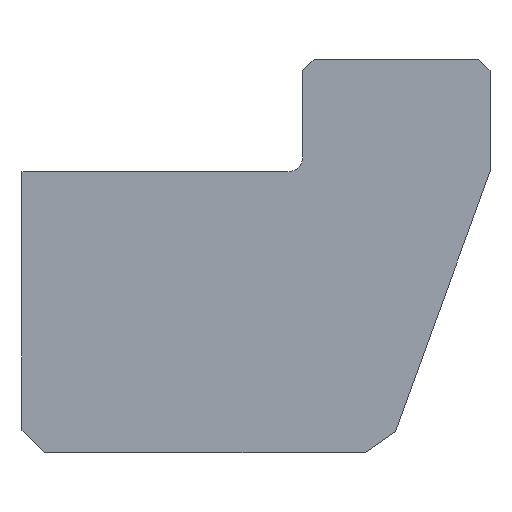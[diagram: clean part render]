
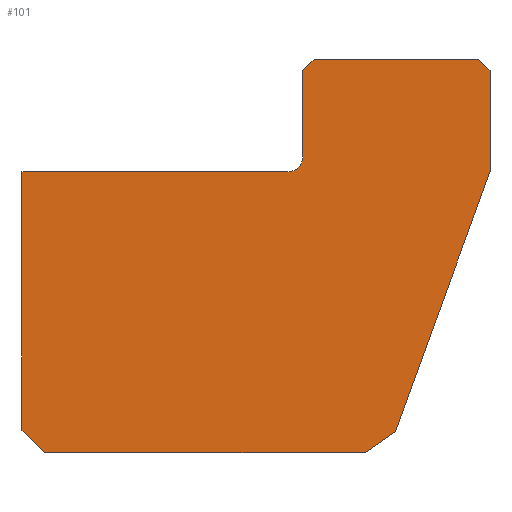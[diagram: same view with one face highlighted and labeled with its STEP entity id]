
A CAD part, front view. The second image highlights one B-rep face of the part: STEP entity #101.
In plain terms, the highlighted planar face has unit normal (0, -1, 0).
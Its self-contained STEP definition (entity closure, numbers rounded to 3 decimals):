
#101=ADVANCED_FACE('27',(#256),#257,.F.);
#145=EDGE_CURVE('',#335,#338,#339,.T.);
#153=EDGE_CURVE('',#347,#350,#351,.T.);
#161=EDGE_CURVE('',#358,#335,#361,.T.);
#163=EDGE_CURVE('',#363,#364,#365,.T.);
#165=EDGE_CURVE('',#367,#363,#368,.T.);
#167=EDGE_CURVE('',#338,#367,#370,.T.);
#169=EDGE_CURVE('',#372,#358,#373,.T.);
#171=EDGE_CURVE('',#375,#372,#376,.T.);
#173=EDGE_CURVE('',#378,#375,#379,.T.);
#175=EDGE_CURVE('',#381,#378,#382,.T.);
#177=EDGE_CURVE('',#350,#381,#384,.T.);
#179=EDGE_CURVE('',#364,#347,#386,.T.);
#256=FACE_OUTER_BOUND('',#463,.T.);
#257=PLANE('',#464);
#335=VERTEX_POINT('',#545);
#338=VERTEX_POINT('',#550);
#339=LINE('',#551,#552);
#347=VERTEX_POINT('',#565);
#350=VERTEX_POINT('',#570);
#351=LINE('',#571,#572);
#358=VERTEX_POINT('',#584);
#361=LINE('',#589,#590);
#363=VERTEX_POINT('',#593);
#364=VERTEX_POINT('',#594);
#365=LINE('',#595,#596);
#367=VERTEX_POINT('',#599);
#368=LINE('',#600,#601);
#370=LINE('',#604,#605);
#372=VERTEX_POINT('',#608);
#373=LINE('',#609,#610);
#375=VERTEX_POINT('',#613);
#376=LINE('',#614,#615);
#378=VERTEX_POINT('',#618);
#379=CIRCLE('',#619,0.8);
#381=VERTEX_POINT('',#622);
#382=LINE('',#623,#624);
#384=LINE('',#627,#628);
#386=LINE('',#631,#632);
#463=EDGE_LOOP('',(#756,#757,#758,#759,#760,#761,#762,#763,#764,#765,#766,#767));
#464=AXIS2_PLACEMENT_3D('',#768,#769,#770);
#545=CARTESIAN_POINT('',(-156.6,-61.0,6.0));
#550=CARTESIAN_POINT('',(-156.0,-61.0,5.4));
#551=CARTESIAN_POINT('',(-156.684,-61.0,6.084));
#552=VECTOR('',#921,1.0);
#565=CARTESIAN_POINT('',(-179.8,-61.0,-15.0));
#570=CARTESIAN_POINT('',(-181.0,-61.0,-13.8));
#571=CARTESIAN_POINT('',(-179.784,-61.0,-15.016));
#572=VECTOR('',#925,1.0);
#584=CARTESIAN_POINT('',(-165.4,-61.0,6.0));
#589=CARTESIAN_POINT('',(-166.0,-61.0,6.0));
#590=VECTOR('',#929,1.0);
#593=CARTESIAN_POINT('',(-161.049,-61.0,-13.872));
#594=CARTESIAN_POINT('',(-162.66,-61.0,-15.0));
#595=CARTESIAN_POINT('',(-161.826,-61.0,-14.416));
#596=VECTOR('',#930,1.0);
#599=CARTESIAN_POINT('',(-156.0,-61.0,0.0));
#600=CARTESIAN_POINT('',(-156.0,-61.0,0.0));
#601=VECTOR('',#931,1.0);
#604=CARTESIAN_POINT('',(-156.0,-61.0,6.0));
#605=VECTOR('',#932,1.0);
#608=CARTESIAN_POINT('',(-166.0,-61.0,5.4));
#609=CARTESIAN_POINT('',(-169.037,-61.0,2.363));
#610=VECTOR('',#933,1.0);
#613=CARTESIAN_POINT('',(-166.0,-61.0,0.8));
#614=CARTESIAN_POINT('',(-166.0,-61.0,0.));
#615=VECTOR('',#934,1.0);
#618=CARTESIAN_POINT('',(-166.8,-61.0,0.));
#619=AXIS2_PLACEMENT_3D('',#935,#936,#937);
#622=CARTESIAN_POINT('',(-181.0,-61.0,0.0));
#623=CARTESIAN_POINT('',(-181.0,-61.0,0.0));
#624=VECTOR('',#938,1.0);
#627=CARTESIAN_POINT('',(-181.0,-61.0,-15.0));
#628=VECTOR('',#939,1.0);
#631=CARTESIAN_POINT('',(-161.46,-61.0,-15.0));
#632=VECTOR('',#940,1.0);
#756=ORIENTED_EDGE('',*,*,#163,.F.);
#757=ORIENTED_EDGE('',*,*,#165,.F.);
#758=ORIENTED_EDGE('',*,*,#167,.F.);
#759=ORIENTED_EDGE('',*,*,#145,.F.);
#760=ORIENTED_EDGE('',*,*,#161,.F.);
#761=ORIENTED_EDGE('',*,*,#169,.F.);
#762=ORIENTED_EDGE('',*,*,#171,.F.);
#763=ORIENTED_EDGE('',*,*,#173,.F.);
#764=ORIENTED_EDGE('',*,*,#175,.F.);
#765=ORIENTED_EDGE('',*,*,#177,.F.);
#766=ORIENTED_EDGE('',*,*,#153,.F.);
#767=ORIENTED_EDGE('',*,*,#179,.F.);
#768=CARTESIAN_POINT('',(-168.442,-61.0,-4.906));
#769=DIRECTION('',(-0.0,1.0,0.0));
#770=DIRECTION('',(1.0,0.0,0.0));
#921=DIRECTION('',(0.707,-0.0,-0.707));
#925=DIRECTION('',(-0.707,0.0,0.707));
#929=DIRECTION('',(1.0,-0.0,0.));
#930=DIRECTION('',(-0.819,0.0,-0.574));
#931=DIRECTION('',(-0.342,0.0,-0.94));
#932=DIRECTION('',(-0.0,0.0,-1.0));
#933=DIRECTION('',(0.707,0.0,0.707));
#934=DIRECTION('',(0.0,0.0,1.0));
#935=CARTESIAN_POINT('',(-166.8,-61.0,0.8));
#936=DIRECTION('',(0.0,-1.0,0.0));
#937=DIRECTION('',(0.707,0.0,-0.707));
#938=DIRECTION('',(1.0,-0.0,0.));
#939=DIRECTION('',(0.,0.0,1.0));
#940=DIRECTION('',(-1.0,0.0,0.));
